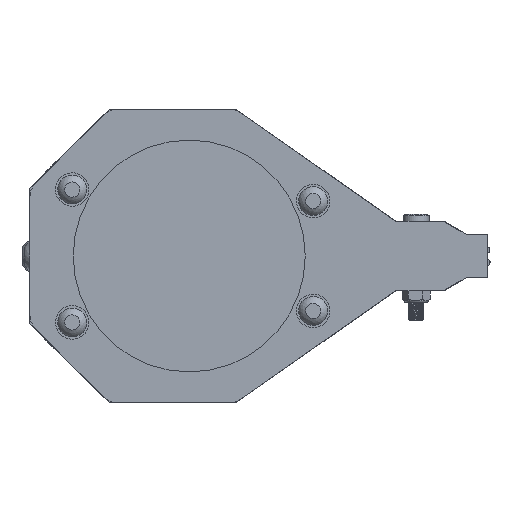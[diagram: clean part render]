
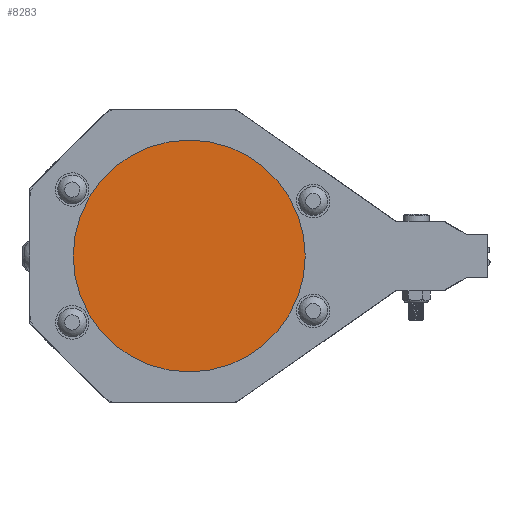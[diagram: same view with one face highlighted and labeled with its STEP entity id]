
A CAD part, left-side view. The second image highlights one B-rep face of the part: STEP entity #8283.
In plain terms, the highlighted planar face has unit normal (-1, 0, 0).
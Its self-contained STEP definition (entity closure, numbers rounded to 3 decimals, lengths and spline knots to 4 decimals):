
#1741=PLANE('',#9224);
#2189=CIRCLE('',#9223,1.5);
#2860=FACE_OUTER_BOUND('',#3626,.T.);
#3626=EDGE_LOOP('',(#7394));
#4505=VERTEX_POINT('',#38189);
#5524=EDGE_CURVE('',#4505,#4505,#2189,.T.);
#7394=ORIENTED_EDGE('',*,*,#5524,.T.);
#8283=ADVANCED_FACE('',(#2860),#1741,.T.);
#9223=AXIS2_PLACEMENT_3D('',#38190,#11309,#11310);
#9224=AXIS2_PLACEMENT_3D('',#38191,#11311,#11312);
#11309=DIRECTION('center_axis',(-1.,0.,0.));
#11310=DIRECTION('ref_axis',(0.,0.,
-1.));
#11311=DIRECTION('center_axis',(-1.,0.,0.));
#11312=DIRECTION('ref_axis',(0.,0.,1.));
#38189=CARTESIAN_POINT('',(-17.5788,0.,3.5059));
#38190=CARTESIAN_POINT('Origin',(-17.5788,0.,
2.0059));
#38191=CARTESIAN_POINT('Origin',(-17.5788,0.,
2.0059));
